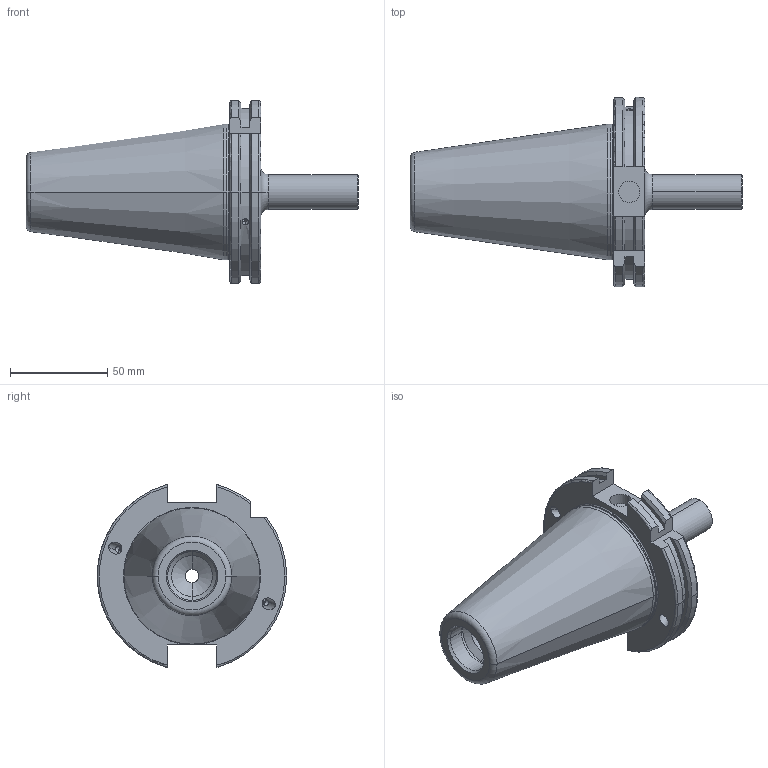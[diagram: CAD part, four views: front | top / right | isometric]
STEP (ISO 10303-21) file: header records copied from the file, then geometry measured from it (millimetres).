
FILE_DESCRIPTION (( 'STEP AP203' ), '1' );
FILE_NAME ('91506-ESS7M10050.STEP', '2020-03-05T10:12:35', ( '' ), ( '' ), 'SwSTEP 2.0', 'SolidWorks 2018', '' );
FILE_SCHEMA (( 'CONFIG_CONTROL_DESIGN' ));
Length unit declared in the file: millimetre
Products named in the file (1): 91506-ESS7M10050
Bounding box: 170.85 x 97.5 x 94.05 mm (x, y, z)
Volume: 345571 mm3; surface area: 46948.8 mm2
Topology: 1 solids, 1 shells, 112 faces, 287 edges, 181 vertices
Faces by surface type: cylinder 47, plane 25, cone 22, torus 18
Entity records: 3909 total; most frequent: CARTESIAN_POINT 1105, DIRECTION 582, ORIENTED_EDGE 574, EDGE_CURVE 287, AXIS2_PLACEMENT_3D 236, VERTEX_POINT 181, EDGE_LOOP 126, CIRCLE 123
